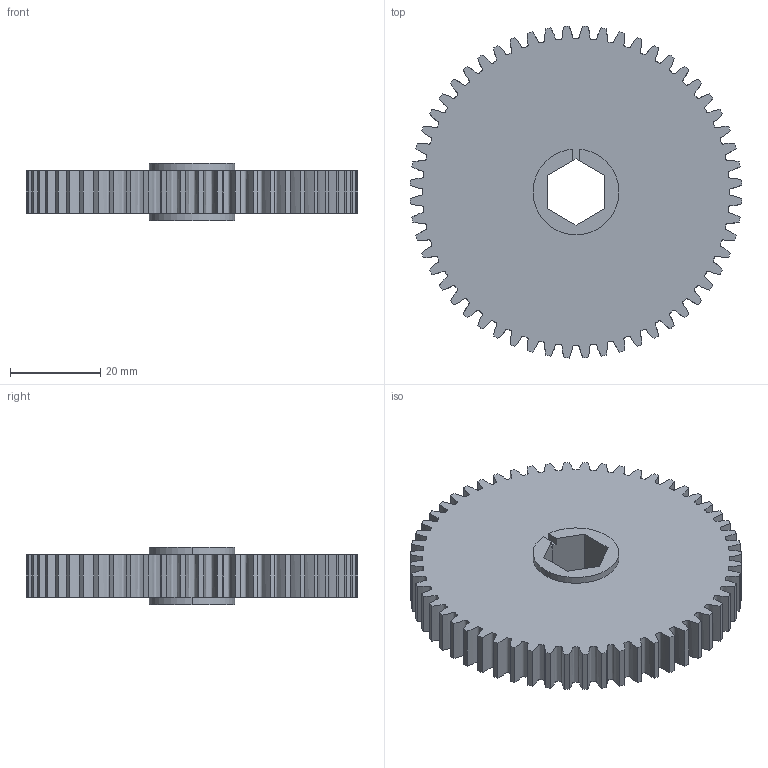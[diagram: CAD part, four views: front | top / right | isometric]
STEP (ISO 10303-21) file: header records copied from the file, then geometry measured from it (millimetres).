
FILE_DESCRIPTION (( 'STEP AP214' ), '1' );
FILE_NAME ('WCP-0718 Rev1.step', '2022-11-24T01:49:12', ( '' ), ( '' ), 'SwSTEP 2.0', 'SolidWorks 2020', '' );
FILE_SCHEMA (( 'AUTOMOTIVE_DESIGN' ));
Length unit declared in the file: inch
Products named in the file (1): WCP-0718 Rev1
Bounding box: 73.6 x 73.6 x 12.65 mm (x, y, z)
Volume: 37973.7 mm3; surface area: 12692.3 mm2
Topology: 1 solids, 1 shells, 129 faces, 378 edges, 252 vertices
Faces by surface type: cylinder 61, bspline 56, plane 12
Entity records: 18358 total; most frequent: CARTESIAN_POINT 15152, ORIENTED_EDGE 756, DIRECTION 536, EDGE_CURVE 378, VERTEX_POINT 252, AXIS2_PLACEMENT_3D 196, VECTOR 144, LINE 144
